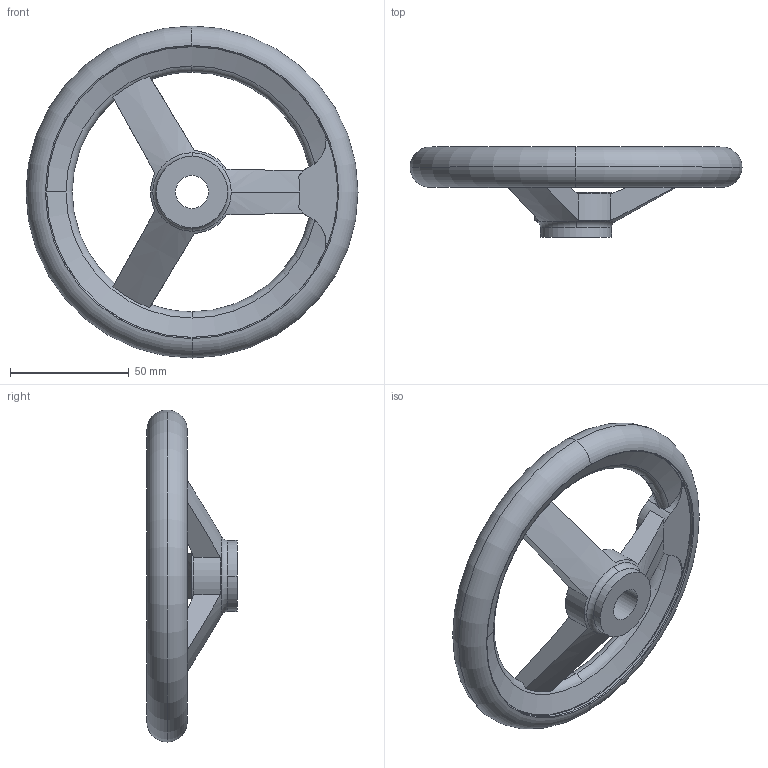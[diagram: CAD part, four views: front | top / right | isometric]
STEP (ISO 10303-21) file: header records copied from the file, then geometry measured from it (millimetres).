
FILE_DESCRIPTION( ( '' ), '1' );
FILE_NAME( 'K0160.0140X14.stp', '2012-10-24T13:42:40', ( '' ), ( '' ), ' ', ' ', ' ' );
FILE_SCHEMA( ( 'CONFIG_CONTROL_DESIGN' ) );
Length unit declared in the file: millimetre
Products named in the file (1): 1
Bounding box: 140 x 37.99 x 140 mm (x, y, z)
Volume: 116188.5 mm3; surface area: 31833.4 mm2
Topology: 1 solids, 1 shells, 60 faces, 186 edges, 122 vertices
Faces by surface type: torus 24, cylinder 18, plane 10, cone 8
Entity records: 2616 total; most frequent: CARTESIAN_POINT 889, DIRECTION 378, ORIENTED_EDGE 372, EDGE_CURVE 186, AXIS2_PLACEMENT_3D 175, VERTEX_POINT 122, CIRCLE 114, EDGE_LOOP 62
